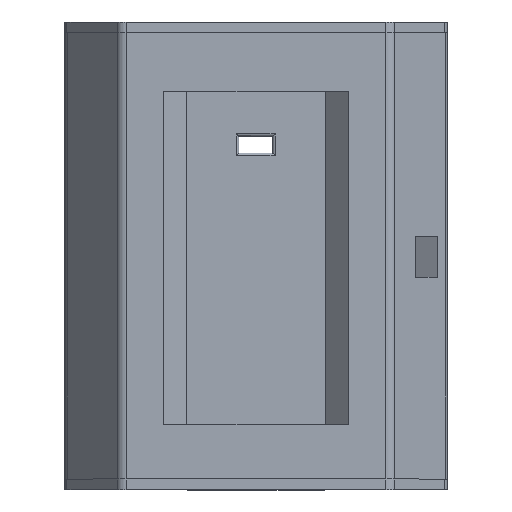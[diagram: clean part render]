
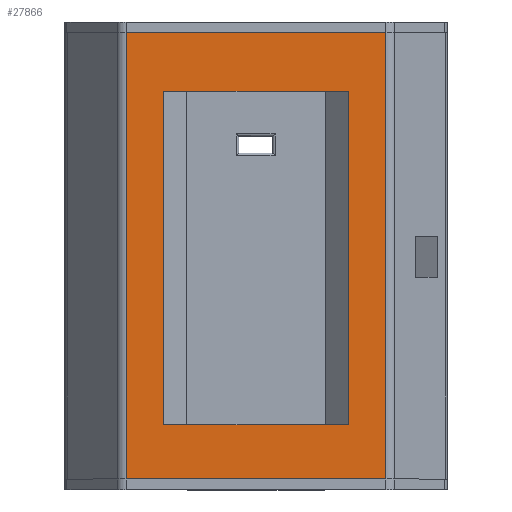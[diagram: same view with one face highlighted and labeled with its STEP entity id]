
A CAD part, top view. The second image highlights one B-rep face of the part: STEP entity #27866.
In plain terms, the highlighted planar face has unit normal (0, 0, 1).
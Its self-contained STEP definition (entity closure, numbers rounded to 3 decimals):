
#26531=DIRECTION('',(0.,1.,0.));
#26532=VECTOR('',#26531,210.);
#26533=CARTESIAN_POINT('',(-61.104,0.,67.14));
#26534=LINE('',#26533,#26532);
#26535=DIRECTION('',(1.,0.,0.));
#26536=VECTOR('',#26535,122.208);
#26537=CARTESIAN_POINT('',(-61.104,210.,67.14));
#26538=LINE('',#26537,#26536);
#26539=DIRECTION('',(0.,1.,0.));
#26540=VECTOR('',#26539,210.);
#26541=CARTESIAN_POINT('',(61.104,0.,67.14));
#26542=LINE('',#26541,#26540);
#26543=DIRECTION('',(-1.,0.,0.));
#26544=VECTOR('',#26543,122.208);
#26545=CARTESIAN_POINT('',(61.104,0.,67.14));
#26546=LINE('',#26545,#26544);
#26555=DIRECTION('',(0.,-1.,0.));
#26556=VECTOR('',#26555,157.);
#26557=CARTESIAN_POINT('',(43.5,182.4,67.14));
#26558=LINE('',#26557,#26556);
#27055=DIRECTION('',(1.,0.,0.));
#27056=VECTOR('',#27055,87.);
#27057=CARTESIAN_POINT('',(-43.5,25.4,67.14));
#27058=LINE('',#27057,#27056);
#27067=DIRECTION('',(0.,-1.,0.));
#27068=VECTOR('',#27067,157.);
#27069=CARTESIAN_POINT('',(-43.5,182.4,67.14));
#27070=LINE('',#27069,#27068);
#27079=DIRECTION('',(-1.,0.,0.));
#27080=VECTOR('',#27079,87.);
#27081=CARTESIAN_POINT('',(43.5,182.4,67.14));
#27082=LINE('',#27081,#27080);
#27123=CARTESIAN_POINT('',(-43.5,25.4,67.14));
#27124=CARTESIAN_POINT('',(43.5,25.4,67.14));
#27125=VERTEX_POINT('',#27123);
#27126=VERTEX_POINT('',#27124);
#27127=CARTESIAN_POINT('',(43.5,182.4,67.14));
#27128=VERTEX_POINT('',#27127);
#27129=CARTESIAN_POINT('',(-43.5,182.4,67.14));
#27130=VERTEX_POINT('',#27129);
#27148=CARTESIAN_POINT('',(-61.104,210.,67.14));
#27150=VERTEX_POINT('',#27148);
#27151=CARTESIAN_POINT('',(-61.104,0.,67.14));
#27152=VERTEX_POINT('',#27151);
#27155=CARTESIAN_POINT('',(61.104,210.,67.14));
#27157=VERTEX_POINT('',#27155);
#27161=CARTESIAN_POINT('',(61.104,0.,67.14));
#27162=VERTEX_POINT('',#27161);
#27844=CARTESIAN_POINT('',(-43.5,0.,67.14));
#27845=DIRECTION('',(0.,0.,-1.));
#27846=DIRECTION('',(1.,0.,0.));
#27847=AXIS2_PLACEMENT_3D('',#27844,#27845,#27846);
#27848=PLANE('',#27847);
#27849=ORIENTED_EDGE('',*,*,#27837,.T.);
#27850=ORIENTED_EDGE('',*,*,#27428,.T.);
#27852=ORIENTED_EDGE('',*,*,#27851,.F.);
#27853=ORIENTED_EDGE('',*,*,#27578,.T.);
#27854=EDGE_LOOP('',(#27849,#27850,#27852,#27853));
#27855=FACE_OUTER_BOUND('',#27854,.F.);
#27857=ORIENTED_EDGE('',*,*,#27856,.F.);
#27859=ORIENTED_EDGE('',*,*,#27858,.T.);
#27861=ORIENTED_EDGE('',*,*,#27860,.T.);
#27863=ORIENTED_EDGE('',*,*,#27862,.T.);
#27864=EDGE_LOOP('',(#27857,#27859,#27861,#27863));
#27865=FACE_BOUND('',#27864,.F.);
#27866=ADVANCED_FACE('',(#27855,#27865),#27848,.F.);
#27428=EDGE_CURVE('',#27150,#27157,#26538,.T.);
#27578=EDGE_CURVE('',#27162,#27152,#26546,.T.);
#27837=EDGE_CURVE('',#27152,#27150,#26534,.T.);
#27851=EDGE_CURVE('',#27162,#27157,#26542,.T.);
#27856=EDGE_CURVE('',#27128,#27126,#26558,.T.);
#27858=EDGE_CURVE('',#27128,#27130,#27082,.T.);
#27860=EDGE_CURVE('',#27130,#27125,#27070,.T.);
#27862=EDGE_CURVE('',#27125,#27126,#27058,.T.);
